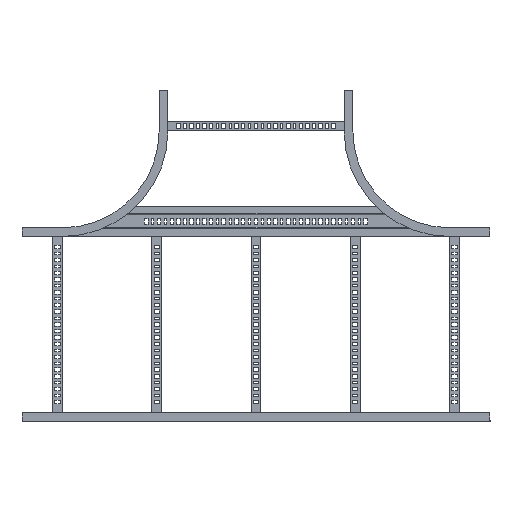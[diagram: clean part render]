
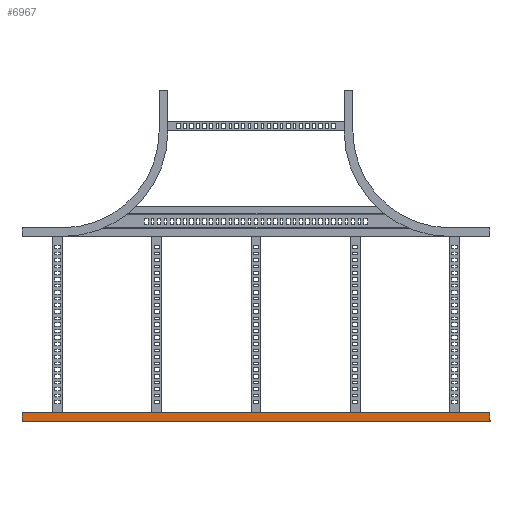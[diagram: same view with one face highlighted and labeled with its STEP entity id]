
A CAD part, front view. The second image highlights one B-rep face of the part: STEP entity #6967.
In plain terms, the highlighted planar face has unit normal (0, -1, 0).
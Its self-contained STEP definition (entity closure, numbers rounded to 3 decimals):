
#162 = VECTOR ( 'NONE', #8114, 1000. ) ;
#434 = EDGE_CURVE ( 'NONE', #1613, #11641, #8202, .T. ) ;
#478 = ORIENTED_EDGE ( 'NONE', *, *, #7974, .F. ) ;
#1613 = VERTEX_POINT ( 'NONE', #16715 ) ;
#2377 = DIRECTION ( 'NONE',  ( 0., 1., 0. ) ) ;
#2472 = VERTEX_POINT ( 'NONE', #11834 ) ;
#2800 = CARTESIAN_POINT ( 'NONE',  ( -27., 0., -725. ) ) ;
#3420 = VECTOR ( 'NONE', #5498, 1000. ) ;
#3712 = FACE_OUTER_BOUND ( 'NONE', #6213, .T. ) ;
#3944 = VERTEX_POINT ( 'NONE', #11706 ) ;
#5005 = PLANE ( 'NONE',  #16103 ) ;
#5498 = DIRECTION ( 'NONE',  ( -1., 0., 0. ) ) ;
#5605 = CARTESIAN_POINT ( 'NONE',  ( -27., 0., 725. ) ) ;
#5613 = ORIENTED_EDGE ( 'NONE', *, *, #15046, .F. ) ;
#6213 = EDGE_LOOP ( 'NONE', ( #478, #10890, #11717, #5613 ) ) ;
#6942 = LINE ( 'NONE', #2800, #3420 ) ;
#6967 = ADVANCED_FACE ( 'NONE', ( #3712 ), #5005, .F. ) ;
#7111 = CARTESIAN_POINT ( 'NONE',  ( 0., 0., 725. ) ) ;
#7974 = EDGE_CURVE ( 'NONE', #1613, #2472, #6942, .T. ) ;
#8114 = DIRECTION ( 'NONE',  ( 1., 0., 0. ) ) ;
#8202 = LINE ( 'NONE', #8601, #8438 ) ;
#8438 = VECTOR ( 'NONE', #8942, 1000. ) ;
#8443 = VECTOR ( 'NONE', #9499, 1000. ) ;
#8601 = CARTESIAN_POINT ( 'NONE',  ( 0., 0., 725. ) ) ;
#8708 = EDGE_CURVE ( 'NONE', #3944, #11641, #10140, .T. ) ;
#8942 = DIRECTION ( 'NONE',  ( 0., 0., 1. ) ) ;
#9499 = DIRECTION ( 'NONE',  ( 0., 0., 1. ) ) ;
#10140 = LINE ( 'NONE', #15880, #162 ) ;
#10231 = CARTESIAN_POINT ( 'NONE',  ( -27., 0., 725. ) ) ;
#10890 = ORIENTED_EDGE ( 'NONE', *, *, #434, .T. ) ;
#11563 = DIRECTION ( 'NONE',  ( 0., 0., 1. ) ) ;
#11641 = VERTEX_POINT ( 'NONE', #7111 ) ;
#11706 = CARTESIAN_POINT ( 'NONE',  ( -27., 0., 725. ) ) ;
#11717 = ORIENTED_EDGE ( 'NONE', *, *, #8708, .F. ) ;
#11834 = CARTESIAN_POINT ( 'NONE',  ( -27., 0., -725. ) ) ;
#11902 = LINE ( 'NONE', #5605, #8443 ) ;
#15046 = EDGE_CURVE ( 'NONE', #2472, #3944, #11902, .T. ) ;
#15880 = CARTESIAN_POINT ( 'NONE',  ( -2.5, 0., 725. ) ) ;
#16103 = AXIS2_PLACEMENT_3D ( 'NONE', #10231, #2377, #11563 ) ;
#16715 = CARTESIAN_POINT ( 'NONE',  ( 0., 0., -725. ) ) ;
